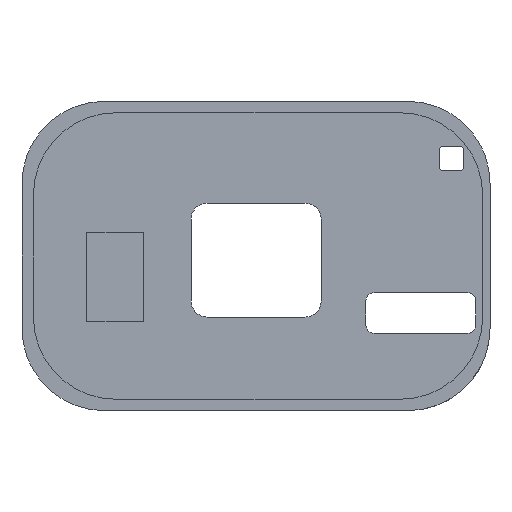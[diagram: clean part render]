
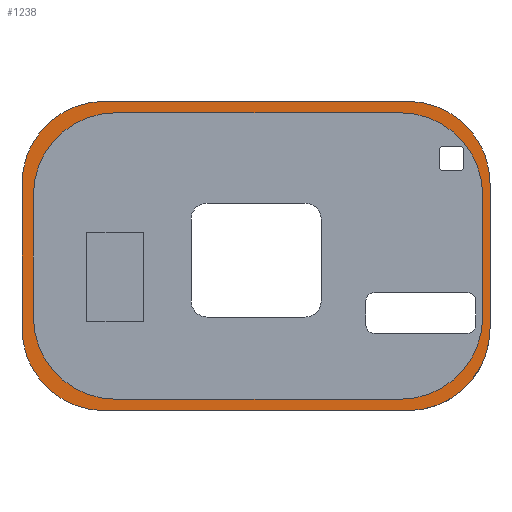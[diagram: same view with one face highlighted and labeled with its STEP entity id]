
A CAD part, front view. The second image highlights one B-rep face of the part: STEP entity #1238.
In plain terms, the highlighted planar face has unit normal (0, -1, 0).
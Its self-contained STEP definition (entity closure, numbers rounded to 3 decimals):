
#17=FACE_BOUND('',#155,.T.);
#28=PLANE('',#1347);
#84=FACE_OUTER_BOUND('',#154,.T.);
#154=EDGE_LOOP('',(#937,#938,#939,#940,#941,#942,#943,#944));
#155=EDGE_LOOP('',(#945,#946,#947,#948,#949,#950,#951,#952));
#222=LINE('',#1892,#342);
#231=LINE('',#1918,#351);
#234=LINE('',#1926,#354);
#251=LINE('',#1989,#371);
#252=LINE('',#1995,#372);
#253=LINE('',#1999,#373);
#254=LINE('',#2003,#374);
#255=LINE('',#2006,#375);
#342=VECTOR('',#1495,10.);
#351=VECTOR('',#1518,10.);
#354=VECTOR('',#1527,10.);
#371=VECTOR('',#1582,10.);
#372=VECTOR('',#1587,10.);
#373=VECTOR('',#1590,10.);
#374=VECTOR('',#1593,10.);
#375=VECTOR('',#1596,10.);
#472=CIRCLE('',#1324,10.1);
#473=CIRCLE('',#1327,10.1);
#474=CIRCLE('',#1330,10.1);
#488=CIRCLE('',#1348,10.1);
#489=CIRCLE('',#1349,10.1);
#490=CIRCLE('',#1350,10.1);
#491=CIRCLE('',#1351,10.1);
#492=CIRCLE('',#1352,10.1);
#536=VERTEX_POINT('',#1889);
#537=VERTEX_POINT('',#1891);
#546=VERTEX_POINT('',#1912);
#547=VERTEX_POINT('',#1916);
#548=VERTEX_POINT('',#1920);
#549=VERTEX_POINT('',#1924);
#550=VERTEX_POINT('',#1928);
#576=VERTEX_POINT('',#1988);
#577=VERTEX_POINT('',#1991);
#578=VERTEX_POINT('',#1992);
#579=VERTEX_POINT('',#1994);
#580=VERTEX_POINT('',#1996);
#581=VERTEX_POINT('',#1998);
#582=VERTEX_POINT('',#2000);
#583=VERTEX_POINT('',#2002);
#584=VERTEX_POINT('',#2004);
#667=EDGE_CURVE('',#536,#537,#222,.T.);
#679=EDGE_CURVE('',#546,#536,#472,.T.);
#681=EDGE_CURVE('',#547,#546,#231,.T.);
#683=EDGE_CURVE('',#547,#548,#473,.T.);
#685=EDGE_CURVE('',#548,#549,#234,.T.);
#687=EDGE_CURVE('',#549,#550,#474,.T.);
#716=EDGE_CURVE('',#576,#550,#251,.T.);
#717=EDGE_CURVE('',#537,#576,#488,.T.);
#718=EDGE_CURVE('',#577,#578,#489,.T.);
#719=EDGE_CURVE('',#579,#577,#252,.T.);
#720=EDGE_CURVE('',#580,#579,#490,.T.);
#721=EDGE_CURVE('',#581,#580,#253,.T.);
#722=EDGE_CURVE('',#582,#581,#491,.T.);
#723=EDGE_CURVE('',#583,#582,#254,.T.);
#724=EDGE_CURVE('',#584,#583,#492,.T.);
#725=EDGE_CURVE('',#578,#584,#255,.T.);
#937=ORIENTED_EDGE('',*,*,#683,.T.);
#938=ORIENTED_EDGE('',*,*,#685,.T.);
#939=ORIENTED_EDGE('',*,*,#687,.T.);
#940=ORIENTED_EDGE('',*,*,#716,.F.);
#941=ORIENTED_EDGE('',*,*,#717,.F.);
#942=ORIENTED_EDGE('',*,*,#667,.F.);
#943=ORIENTED_EDGE('',*,*,#679,.F.);
#944=ORIENTED_EDGE('',*,*,#681,.F.);
#945=ORIENTED_EDGE('',*,*,#718,.F.);
#946=ORIENTED_EDGE('',*,*,#719,.F.);
#947=ORIENTED_EDGE('',*,*,#720,.F.);
#948=ORIENTED_EDGE('',*,*,#721,.F.);
#949=ORIENTED_EDGE('',*,*,#722,.F.);
#950=ORIENTED_EDGE('',*,*,#723,.F.);
#951=ORIENTED_EDGE('',*,*,#724,.F.);
#952=ORIENTED_EDGE('',*,*,#725,.F.);
#1238=ADVANCED_FACE('',(#84,#17),#28,.T.);
#1324=AXIS2_PLACEMENT_3D('',#1914,#1513,#1514);
#1327=AXIS2_PLACEMENT_3D('',#1922,#1522,#1523);
#1330=AXIS2_PLACEMENT_3D('',#1930,#1531,#1532);
#1347=AXIS2_PLACEMENT_3D('',#1987,#1580,#1581);
#1348=AXIS2_PLACEMENT_3D('',#1990,#1583,#1584);
#1349=AXIS2_PLACEMENT_3D('',#1993,#1585,#1586);
#1350=AXIS2_PLACEMENT_3D('',#1997,#1588,#1589);
#1351=AXIS2_PLACEMENT_3D('',#2001,#1591,#1592);
#1352=AXIS2_PLACEMENT_3D('',#2005,#1594,#1595);
#1495=DIRECTION('',(0.,0.,-1.));
#1513=DIRECTION('center_axis',(0.,1.,0.));
#1514=DIRECTION('ref_axis',(0.707,0.,0.707));
#1518=DIRECTION('',(1.,0.,0.));
#1522=DIRECTION('center_axis',(0.,-1.,0.));
#1523=DIRECTION('ref_axis',(-0.707,0.,0.707));
#1527=DIRECTION('',(0.,0.,-1.));
#1531=DIRECTION('center_axis',(0.,-1.,0.));
#1532=DIRECTION('ref_axis',(-0.707,0.,-0.707));
#1580=DIRECTION('center_axis',(0.,-1.,0.));
#1581=DIRECTION('ref_axis',(0.,0.,1.));
#1582=DIRECTION('',(-1.,0.,0.));
#1583=DIRECTION('center_axis',(0.,1.,0.));
#1584=DIRECTION('ref_axis',(0.707,0.,-0.707));
#1585=DIRECTION('center_axis',(0.,-1.,0.));
#1586=DIRECTION('ref_axis',(0.,0.,-1.));
#1587=DIRECTION('',(1.,0.,0.));
#1588=DIRECTION('center_axis',(0.,-1.,0.));
#1589=DIRECTION('ref_axis',(-1.,0.,0.));
#1590=DIRECTION('',(0.,0.,-1.));
#1591=DIRECTION('center_axis',(0.,-1.,0.));
#1592=DIRECTION('ref_axis',(0.,0.,1.));
#1593=DIRECTION('',(-1.,0.,0.));
#1594=DIRECTION('center_axis',(0.,-1.,0.));
#1595=DIRECTION('ref_axis',(1.,0.,0.));
#1596=DIRECTION('',(0.,0.,1.));
#1889=CARTESIAN_POINT('',(28.238,-1.51,8.9));
#1891=CARTESIAN_POINT('',(28.238,-1.51,-8.9));
#1892=CARTESIAN_POINT('',(28.238,-1.51,-9.5));
#1912=CARTESIAN_POINT('',(18.138,-1.51,19.));
#1914=CARTESIAN_POINT('Origin',(18.138,-1.51,8.9));
#1916=CARTESIAN_POINT('',(-19.168,-1.51,19.));
#1918=CARTESIAN_POINT('',(28.238,-1.51,19.));
#1920=CARTESIAN_POINT('',(-29.268,-1.51,8.9));
#1922=CARTESIAN_POINT('Origin',(-19.168,-1.51,8.9));
#1924=CARTESIAN_POINT('',(-29.268,-1.51,-8.9));
#1926=CARTESIAN_POINT('',(-29.268,-1.51,-13.95));
#1928=CARTESIAN_POINT('',(-19.168,-1.51,-19.));
#1930=CARTESIAN_POINT('Origin',(-19.168,-1.51,-8.9));
#1987=CARTESIAN_POINT('Origin',(28.238,-1.51,-19.));
#1988=CARTESIAN_POINT('',(18.138,-1.51,-19.));
#1989=CARTESIAN_POINT('',(28.238,-1.51,-19.));
#1990=CARTESIAN_POINT('Origin',(18.138,-1.51,-8.9));
#1991=CARTESIAN_POINT('',(17.232,-1.51,-17.6));
#1992=CARTESIAN_POINT('',(27.332,-1.51,-7.5));
#1993=CARTESIAN_POINT('Origin',(17.232,-1.51,-7.5));
#1994=CARTESIAN_POINT('',(-17.768,-1.51,-17.6));
#1995=CARTESIAN_POINT('',(28.238,-1.51,-17.6));
#1996=CARTESIAN_POINT('',(-27.868,-1.51,-7.5));
#1997=CARTESIAN_POINT('Origin',(-17.768,-1.51,-7.5));
#1998=CARTESIAN_POINT('',(-27.868,-1.51,7.5));
#1999=CARTESIAN_POINT('',(-27.868,-1.51,-9.5));
#2000=CARTESIAN_POINT('',(-17.768,-1.51,17.6));
#2001=CARTESIAN_POINT('Origin',(-17.768,-1.51,7.5));
#2002=CARTESIAN_POINT('',(17.232,-1.51,17.6));
#2003=CARTESIAN_POINT('',(28.238,-1.51,17.6));
#2004=CARTESIAN_POINT('',(27.332,-1.51,7.5));
#2005=CARTESIAN_POINT('Origin',(17.232,-1.51,7.5));
#2006=CARTESIAN_POINT('',(27.332,-1.51,-9.5));
